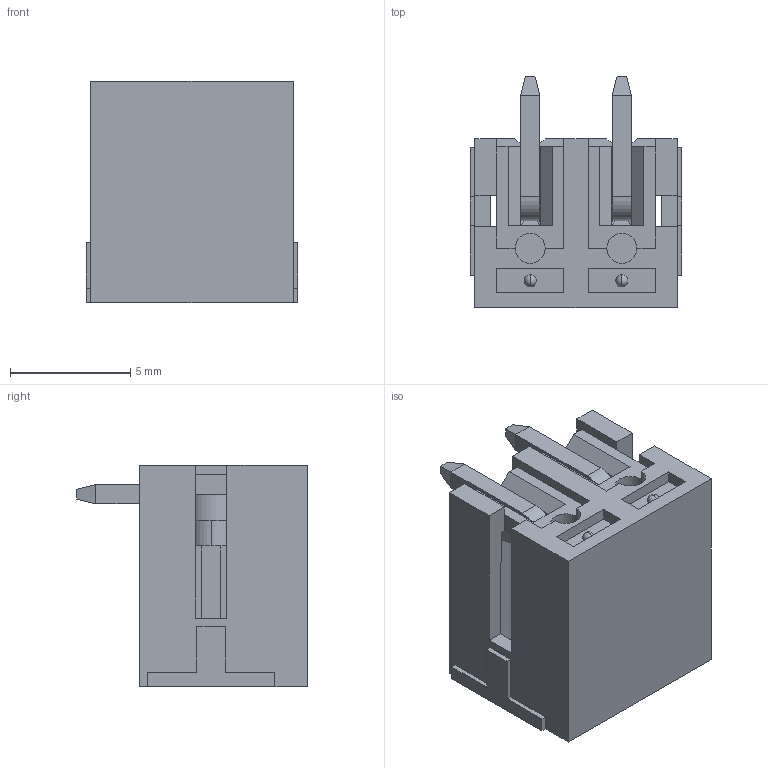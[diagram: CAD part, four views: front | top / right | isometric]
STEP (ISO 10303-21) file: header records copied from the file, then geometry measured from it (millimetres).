
FILE_DESCRIPTION( ('This file contains a STEP AP42 implementation' ,'as created by ZW3D STEP Interface translator.') ,'2;1' );
FILE_NAME( 'WJ15EDGRC-THR-3.81-02P-00A.stp' ,'23 6 1.14 458', (''), ('ZWCAD Software Co.'), 'Version 1.0', 'ZW3D to STEP translator', '' );
FILE_SCHEMA(('AUTOMOTIVE_DESIGN { 1 0 10303 214 1 1 1 1 }'));
Length unit declared in the file: millimetre
Products named in the file (2): 0; (7.4.3)wj15edgrc-thr-3_81-05P
Bounding box: 8.81 x 9.6 x 9.2 mm (x, y, z)
Volume: 271 mm3; surface area: 838.1 mm2
Topology: 1 solids, 1 shells, 238 faces, 646 edges, 410 vertices
Faces by surface type: plane 204, cylinder 26, sphere 4, cone 4
Entity records: 7698 total; most frequent: CARTESIAN_POINT 1443, ORIENTED_EDGE 1296, DIRECTION 1146, EDGE_CURVE 646, VECTOR 572, LINE 572, VERTEX_POINT 414, AXIS2_PLACEMENT_3D 287
